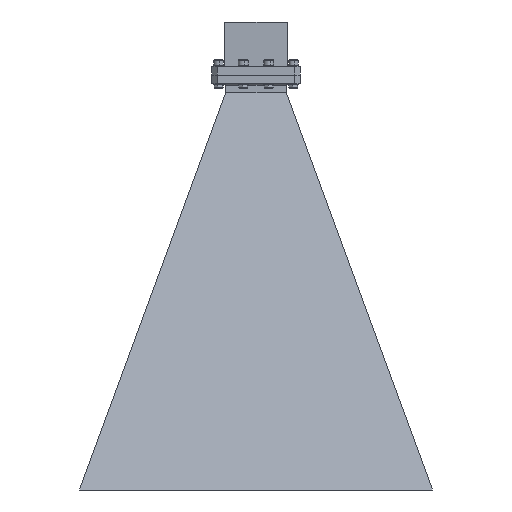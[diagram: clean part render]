
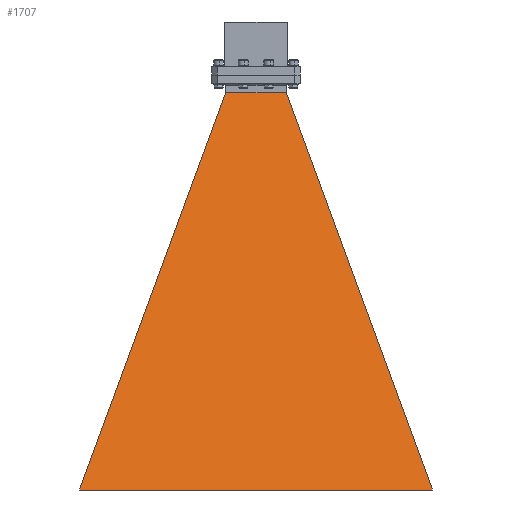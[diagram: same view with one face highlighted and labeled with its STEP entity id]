
A CAD part, front view. The second image highlights one B-rep face of the part: STEP entity #1707.
In plain terms, the highlighted planar face has unit normal (0, -0.956, 0.292).
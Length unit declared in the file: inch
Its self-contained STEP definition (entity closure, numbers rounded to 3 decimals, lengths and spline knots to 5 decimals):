
#1707 = ADVANCED_FACE ( 'NONE', ( #12358 ), #34357, .T. ) ;
#2236 = DIRECTION ( 'NONE',  ( 0., -0.956, 0.293 ) ) ;
#2483 = AXIS2_PLACEMENT_3D ( 'NONE', #18300, #2236, #4739 ) ;
#4063 = EDGE_CURVE ( 'NONE', #32243, #10908, #26496, .T. ) ;
#4739 = DIRECTION ( 'NONE',  ( 0., -0.293, -0.956 ) ) ;
#7456 = CARTESIAN_POINT ( 'NONE',  ( 5., -3.9, -11.75 ) ) ;
#8199 = ORIENTED_EDGE ( 'NONE', *, *, #23207, .T. ) ;
#8564 = ORIENTED_EDGE ( 'NONE', *, *, #29831, .F. ) ;
#8785 = DIRECTION ( 'NONE',  ( 1., 0., 0. ) ) ;
#9231 = CARTESIAN_POINT ( 'NONE',  ( -5., -3.9, -11.75 ) ) ;
#10094 = CARTESIAN_POINT ( 'NONE',  ( -0.856, -0.4585, -0.5 ) ) ;
#10784 = VECTOR ( 'NONE', #29031, 39.37008 ) ;
#10908 = VERTEX_POINT ( 'NONE', #29745 ) ;
#11958 = VECTOR ( 'NONE', #8785, 39.37008 ) ;
#12358 = FACE_OUTER_BOUND ( 'NONE', #34300, .T. ) ;
#15332 = LINE ( 'NONE', #9231, #11958 ) ;
#15522 = CARTESIAN_POINT ( 'NONE',  ( -5., -3.9, -11.75 ) ) ;
#18300 = CARTESIAN_POINT ( 'NONE',  ( 0., -0.2794, 0.08547 ) ) ;
#18904 = ORIENTED_EDGE ( 'NONE', *, *, #4063, .T. ) ;
#19001 = ORIENTED_EDGE ( 'NONE', *, *, #25973, .T. ) ;
#22873 = DIRECTION ( 'NONE',  ( -0.332, 0.276, 0.902 ) ) ;
#23207 = EDGE_CURVE ( 'NONE', #25445, #24922, #15332, .T. ) ;
#24922 = VERTEX_POINT ( 'NONE', #7456 ) ;
#25128 = LINE ( 'NONE', #28376, #31396 ) ;
#25445 = VERTEX_POINT ( 'NONE', #15522 ) ;
#25973 = EDGE_CURVE ( 'NONE', #24922, #32243, #25128, .T. ) ;
#26321 = LINE ( 'NONE', #31334, #10784 ) ;
#26368 = CARTESIAN_POINT ( 'NONE',  ( 0.28533, -0.4585, -0.5 ) ) ;
#26496 = B_SPLINE_CURVE_WITH_KNOTS ( 'NONE', 3,
 ( #31513, #26368, #28730, #10094 ),
 .UNSPECIFIED., .F., .F.,
 ( 4, 4 ),
 ( 0., 1. ),
 .UNSPECIFIED. ) ;
#27377 = CARTESIAN_POINT ( 'NONE',  ( 0.856, -0.4585, -0.5 ) ) ;
#28376 = CARTESIAN_POINT ( 'NONE',  ( 5., -3.9, -11.75 ) ) ;
#28730 = CARTESIAN_POINT ( 'NONE',  ( -0.28533, -0.4585, -0.5 ) ) ;
#29031 = DIRECTION ( 'NONE',  ( 0.332, 0.276, 0.902 ) ) ;
#29745 = CARTESIAN_POINT ( 'NONE',  ( -0.856, -0.4585, -0.5 ) ) ;
#29831 = EDGE_CURVE ( 'NONE', #25445, #10908, #26321, .T. ) ;
#31334 = CARTESIAN_POINT ( 'NONE',  ( -5., -3.9, -11.75 ) ) ;
#31396 = VECTOR ( 'NONE', #22873, 39.37008 ) ;
#31513 = CARTESIAN_POINT ( 'NONE',  ( 0.856, -0.4585, -0.5 ) ) ;
#32243 = VERTEX_POINT ( 'NONE', #27377 ) ;
#34300 = EDGE_LOOP ( 'NONE', ( #19001, #18904, #8564, #8199 ) ) ;
#34357 = PLANE ( 'NONE',  #2483 ) ;
